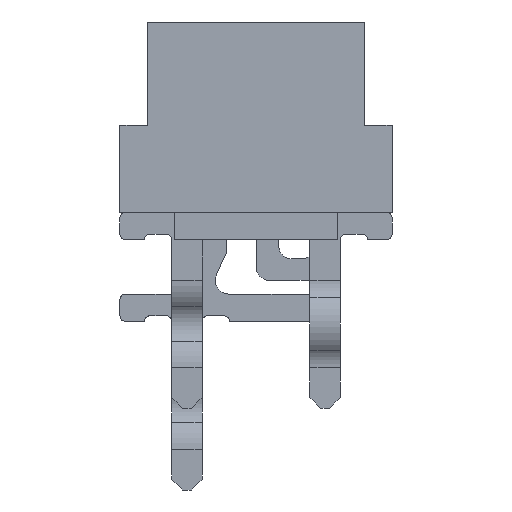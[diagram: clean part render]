
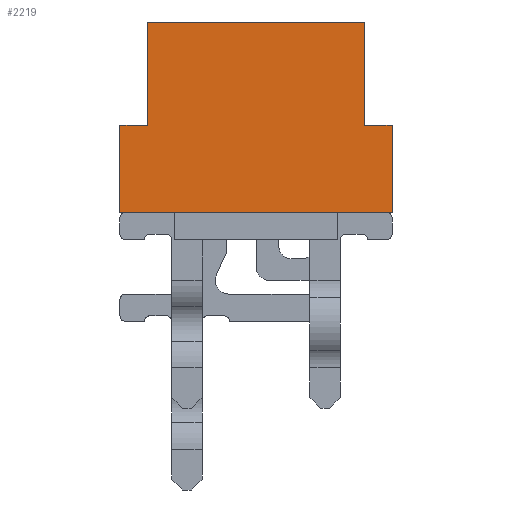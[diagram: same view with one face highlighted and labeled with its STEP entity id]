
A CAD part, left-side view. The second image highlights one B-rep face of the part: STEP entity #2219.
In plain terms, the highlighted planar face has unit normal (-1, 0, 0).
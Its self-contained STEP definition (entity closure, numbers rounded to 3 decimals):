
#2219 = ADVANCED_FACE( '', ( #4592 ), #4593, .F. );
#4592 = FACE_OUTER_BOUND( '', #7050, .T. );
#4593 = PLANE( '', #7051 );
#7050 = EDGE_LOOP( '', ( #14444, #14445, #14446, #14447, #14448, #14449, #14450, #14451 ) );
#7051 = AXIS2_PLACEMENT_3D( '', #14452, #14453, #14454 );
#14444 = ORIENTED_EDGE( '', *, *, #18087, .T. );
#14445 = ORIENTED_EDGE( '', *, *, #18103, .F. );
#14446 = ORIENTED_EDGE( '', *, *, #15220, .F. );
#14447 = ORIENTED_EDGE( '', *, *, #17140, .F. );
#14448 = ORIENTED_EDGE( '', *, *, #16003, .T. );
#14449 = ORIENTED_EDGE( '', *, *, #15482, .T. );
#14450 = ORIENTED_EDGE( '', *, *, #17499, .F. );
#14451 = ORIENTED_EDGE( '', *, *, #17888, .T. );
#14452 = CARTESIAN_POINT( '', ( -18.81, 2.5, 1.6 ) );
#14453 = DIRECTION( '', ( 1., 0., 0. ) );
#14454 = DIRECTION( '', ( 0., 0., -1. ) );
#15220 = EDGE_CURVE( '', #18441, #18443, #18444, .T. );
#15482 = EDGE_CURVE( '', #18908, #18914, #18916, .T. );
#16003 = EDGE_CURVE( '', #19808, #18908, #19824, .T. );
#17140 = EDGE_CURVE( '', #19808, #18441, #21560, .T. );
#17499 = EDGE_CURVE( '', #22033, #18914, #22035, .T. );
#17888 = EDGE_CURVE( '', #22033, #22522, #22524, .T. );
#18087 = EDGE_CURVE( '', #22522, #22735, #22736, .T. );
#18103 = EDGE_CURVE( '', #18443, #22735, #22752, .T. );
#18441 = VERTEX_POINT( '', #23502 );
#18443 = VERTEX_POINT( '', #23505 );
#18444 = LINE( '', #23506, #23507 );
#18908 = VERTEX_POINT( '', #24183 );
#18914 = VERTEX_POINT( '', #24192 );
#18916 = LINE( '', #24195, #24196 );
#19808 = VERTEX_POINT( '', #25506 );
#19824 = LINE( '', #25531, #25532 );
#21560 = LINE( '', #28147, #28148 );
#22033 = VERTEX_POINT( '', #28870 );
#22035 = LINE( '', #28873, #28874 );
#22522 = VERTEX_POINT( '', #29663 );
#22524 = LINE( '', #29666, #29667 );
#22735 = VERTEX_POINT( '', #29974 );
#22736 = LINE( '', #29975, #29976 );
#22752 = LINE( '', #30004, #30005 );
#23502 = CARTESIAN_POINT( '', ( -18.81, -2., 1.6 ) );
#23505 = CARTESIAN_POINT( '', ( -18.81, -2.5, 1.6 ) );
#23506 = CARTESIAN_POINT( '', ( -18.81, 2.5, 1.6 ) );
#23507 = VECTOR( '', #30335, 1000. );
#24183 = CARTESIAN_POINT( '', ( -18.81, 2., 3.5 ) );
#24192 = CARTESIAN_POINT( '', ( -18.81, 2., 1.6 ) );
#24195 = CARTESIAN_POINT( '', ( -18.81, 2., 3.5 ) );
#24196 = VECTOR( '', #30558, 1000. );
#25506 = CARTESIAN_POINT( '', ( -18.81, -2., 3.5 ) );
#25531 = CARTESIAN_POINT( '', ( -18.81, -2., 3.5 ) );
#25532 = VECTOR( '', #30998, 1000. );
#28147 = CARTESIAN_POINT( '', ( -18.81, -2., 3.5 ) );
#28148 = VECTOR( '', #31881, 1000. );
#28870 = CARTESIAN_POINT( '', ( -18.81, 2.5, 1.6 ) );
#28873 = CARTESIAN_POINT( '', ( -18.81, 2.5, 1.6 ) );
#28874 = VECTOR( '', #32144, 1000. );
#29663 = CARTESIAN_POINT( '', ( -18.81, 2.5, 0. ) );
#29666 = CARTESIAN_POINT( '', ( -18.81, 2.5, 1.6 ) );
#29667 = VECTOR( '', #32448, 1000. );
#29974 = CARTESIAN_POINT( '', ( -18.81, -2.5, 0. ) );
#29975 = CARTESIAN_POINT( '', ( -18.81, 2.5, 0. ) );
#29976 = VECTOR( '', #32554, 1000. );
#30004 = CARTESIAN_POINT( '', ( -18.81, -2.5, 1.6 ) );
#30005 = VECTOR( '', #32570, 1000. );
#30335 = DIRECTION( '', ( 0., -1., 0. ) );
#30558 = DIRECTION( '', ( 0., 0., -1. ) );
#30998 = DIRECTION( '', ( 0., 1., 0. ) );
#31881 = DIRECTION( '', ( 0., 0., -1. ) );
#32144 = DIRECTION( '', ( 0., -1., 0. ) );
#32448 = DIRECTION( '', ( 0., 0., -1. ) );
#32554 = DIRECTION( '', ( 0., -1., 0. ) );
#32570 = DIRECTION( '', ( 0., 0., -1. ) );
